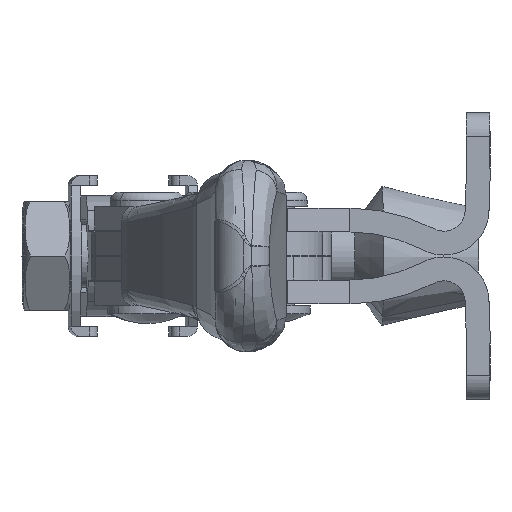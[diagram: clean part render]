
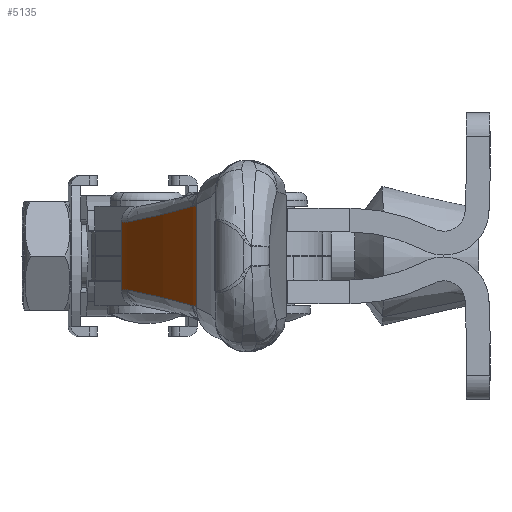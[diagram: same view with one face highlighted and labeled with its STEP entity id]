
A CAD part, left-side view. The second image highlights one B-rep face of the part: STEP entity #5135.
In plain terms, the highlighted cylindrical face has radius 118.736 mm (diameter 237.473 mm), a partial arc.
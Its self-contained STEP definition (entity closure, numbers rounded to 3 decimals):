
#85 = VERTEX_POINT ( 'NONE', #1089 ) ;
#110 = B_SPLINE_CURVE_WITH_KNOTS ( 'NONE', 3,
 ( #6547, #3822, #11120, #415 ),
 .UNSPECIFIED., .F., .F.,
 ( 4, 4 ),
 ( 0., 0.005 ),
 .UNSPECIFIED. ) ;
#415 = CARTESIAN_POINT ( 'NONE',  ( -25.941, 8.749, -6.25 ) ) ;
#451 = CARTESIAN_POINT ( 'NONE',  ( -24.211, 8.784, 6.242 ) ) ;
#641 = VERTEX_POINT ( 'NONE', #2282 ) ;
#796 = CARTESIAN_POINT ( 'NONE',  ( -17.243, 9.192, 5.9 ) ) ;
#900 = CARTESIAN_POINT ( 'NONE',  ( -28.331, 127.462, -4.25 ) ) ;
#1089 = CARTESIAN_POINT ( 'NONE',  ( -25.941, 8.749, 6.25 ) ) ;
#1093 = VERTEX_POINT ( 'NONE', #7356 ) ;
#1128 = CARTESIAN_POINT ( 'NONE',  ( -6.805, 10.68, -4.919 ) ) ;
#1153 = CARTESIAN_POINT ( 'NONE',  ( -28.331, 127.462, 4.25 ) ) ;
#1180 = CARTESIAN_POINT ( 'NONE',  ( -17.243, 9.192, -5.9 ) ) ;
#1207 = VECTOR ( 'NONE', #3386, 1000. ) ;
#1282 = DIRECTION ( 'NONE',  ( 0., 0., -1. ) ) ;
#1550 = AXIS2_PLACEMENT_3D ( 'NONE', #900, #5124, #4415 ) ;
#2052 = CARTESIAN_POINT ( 'NONE',  ( -8.535, 10.374, -5.083 ) ) ;
#2282 = CARTESIAN_POINT ( 'NONE',  ( 1.46, 12.523, -4.25 ) ) ;
#2389 = B_SPLINE_CURVE_WITH_KNOTS ( 'NONE', 3,
 ( #9927, #4756, #2914, #1128, #2052, #3826, #1180, #4641 ),
 .UNSPECIFIED., .F., .F.,
 ( 4, 2, 2, 4 ),
 ( 0., 0.005, 0.011, 0.021 ),
 .UNSPECIFIED. ) ;
#2520 = ORIENTED_EDGE ( 'NONE', *, *, #7724, .F. ) ;
#2534 = CARTESIAN_POINT ( 'NONE',  ( -28.331, 127.462, 6.25 ) ) ;
#2585 = VERTEX_POINT ( 'NONE', #8923 ) ;
#2586 = CARTESIAN_POINT ( 'NONE',  ( -13.748, 9.572, 5.575 ) ) ;
#2638 = CARTESIAN_POINT ( 'NONE',  ( -3.359, 11.368, 4.587 ) ) ;
#2652 = AXIS2_PLACEMENT_3D ( 'NONE', #2534, #7930, #7980 ) ;
#2854 = ORIENTED_EDGE ( 'NONE', *, *, #6027, .T. ) ;
#2914 = CARTESIAN_POINT ( 'NONE',  ( -3.359, 11.368, -4.587 ) ) ;
#3056 = AXIS2_PLACEMENT_3D ( 'NONE', #1153, #9955, #5437 ) ;
#3386 = DIRECTION ( 'NONE',  ( 0., 0., -1. ) ) ;
#3427 = CARTESIAN_POINT ( 'NONE',  ( -25.941, 8.749, -6.25 ) ) ;
#3738 = ORIENTED_EDGE ( 'NONE', *, *, #5473, .T. ) ;
#3822 = CARTESIAN_POINT ( 'NONE',  ( -22.481, 8.857, -6.235 ) ) ;
#3826 = CARTESIAN_POINT ( 'NONE',  ( -13.748, 9.572, -5.575 ) ) ;
#3962 = CARTESIAN_POINT ( 'NONE',  ( -22.481, 8.857, 6.235 ) ) ;
#4237 = CARTESIAN_POINT ( 'NONE',  ( 1.46, 12.523, 4.25 ) ) ;
#4312 = VERTEX_POINT ( 'NONE', #9336 ) ;
#4415 = DIRECTION ( 'NONE',  ( 0., -1., 0. ) ) ;
#4465 = ORIENTED_EDGE ( 'NONE', *, *, #6466, .T. ) ;
#4618 = LINE ( 'NONE', #9209, #10260 ) ;
#4641 = CARTESIAN_POINT ( 'NONE',  ( -20.753, 8.967, -6.228 ) ) ;
#4699 = EDGE_CURVE ( 'NONE', #5434, #641, #6698, .T. ) ;
#4756 = CARTESIAN_POINT ( 'NONE',  ( -1.643, 11.75, -4.418 ) ) ;
#4902 = B_SPLINE_CURVE_WITH_KNOTS ( 'NONE', 3,
 ( #8384, #451, #3962, #10868 ),
 .UNSPECIFIED., .F., .F.,
 ( 4, 4 ),
 ( 0., 0.005 ),
 .UNSPECIFIED. ) ;
#5124 = DIRECTION ( 'NONE',  ( 0., 0., -1. ) ) ;
#5135 = ADVANCED_FACE ( 'NONE', ( #6923 ), #5186, .F. ) ;
#5186 = CYLINDRICAL_SURFACE ( 'NONE', #2652, 118.736 ) ;
#5434 = VERTEX_POINT ( 'NONE', #4237 ) ;
#5437 = DIRECTION ( 'NONE',  ( 0., -1., 0. ) ) ;
#5473 = EDGE_CURVE ( 'NONE', #641, #6124, #11143, .T. ) ;
#5704 = EDGE_LOOP ( 'NONE', ( #4465, #10381, #2520, #2854, #10127, #7985, #10155, #3738 ) ) ;
#6011 = CARTESIAN_POINT ( 'NONE',  ( -6.805, 10.68, 4.919 ) ) ;
#6027 = EDGE_CURVE ( 'NONE', #85, #1093, #4902, .T. ) ;
#6124 = VERTEX_POINT ( 'NONE', #11392 ) ;
#6172 = CARTESIAN_POINT ( 'NONE',  ( -1.643, 11.75, 4.418 ) ) ;
#6358 = VERTEX_POINT ( 'NONE', #3427 ) ;
#6466 = EDGE_CURVE ( 'NONE', #6124, #2585, #2389, .T. ) ;
#6547 = CARTESIAN_POINT ( 'NONE',  ( -20.753, 8.967, -6.228 ) ) ;
#6698 = LINE ( 'NONE', #9487, #1207 ) ;
#6923 = FACE_OUTER_BOUND ( 'NONE', #5704, .T. ) ;
#7356 = CARTESIAN_POINT ( 'NONE',  ( -20.753, 8.967, 6.228 ) ) ;
#7616 = EDGE_CURVE ( 'NONE', #4312, #5434, #8073, .T. ) ;
#7724 = EDGE_CURVE ( 'NONE', #85, #6358, #4618, .T. ) ;
#7863 = EDGE_CURVE ( 'NONE', #1093, #4312, #8727, .T. ) ;
#7930 = DIRECTION ( 'NONE',  ( 0., 0., -1. ) ) ;
#7980 = DIRECTION ( 'NONE',  ( -1., 0., 0. ) ) ;
#7985 = ORIENTED_EDGE ( 'NONE', *, *, #7616, .T. ) ;
#8073 = CIRCLE ( 'NONE', #3056, 118.736 ) ;
#8384 = CARTESIAN_POINT ( 'NONE',  ( -25.941, 8.749, 6.25 ) ) ;
#8727 = B_SPLINE_CURVE_WITH_KNOTS ( 'NONE', 3,
 ( #10525, #796, #2586, #9659, #6011, #2638, #6172, #9607 ),
 .UNSPECIFIED., .F., .F.,
 ( 4, 2, 2, 4 ),
 ( 0., 0.011, 0.016, 0.021 ),
 .UNSPECIFIED. ) ;
#8923 = CARTESIAN_POINT ( 'NONE',  ( -20.753, 8.967, -6.228 ) ) ;
#9209 = CARTESIAN_POINT ( 'NONE',  ( -25.941, 8.749, 6.25 ) ) ;
#9336 = CARTESIAN_POINT ( 'NONE',  ( 0.064, 12.171, 4.25 ) ) ;
#9487 = CARTESIAN_POINT ( 'NONE',  ( 1.46, 12.523, 6.25 ) ) ;
#9607 = CARTESIAN_POINT ( 'NONE',  ( 0.064, 12.171, 4.25 ) ) ;
#9659 = CARTESIAN_POINT ( 'NONE',  ( -8.535, 10.374, 5.083 ) ) ;
#9927 = CARTESIAN_POINT ( 'NONE',  ( 0.064, 12.171, -4.25 ) ) ;
#9955 = DIRECTION ( 'NONE',  ( 0., 0., 1. ) ) ;
#10127 = ORIENTED_EDGE ( 'NONE', *, *, #7863, .T. ) ;
#10155 = ORIENTED_EDGE ( 'NONE', *, *, #4699, .T. ) ;
#10260 = VECTOR ( 'NONE', #1282, 1000. ) ;
#10381 = ORIENTED_EDGE ( 'NONE', *, *, #10788, .T. ) ;
#10525 = CARTESIAN_POINT ( 'NONE',  ( -20.753, 8.967, 6.228 ) ) ;
#10788 = EDGE_CURVE ( 'NONE', #2585, #6358, #110, .T. ) ;
#10868 = CARTESIAN_POINT ( 'NONE',  ( -20.753, 8.967, 6.228 ) ) ;
#11120 = CARTESIAN_POINT ( 'NONE',  ( -24.211, 8.784, -6.242 ) ) ;
#11143 = CIRCLE ( 'NONE', #1550, 118.736 ) ;
#11392 = CARTESIAN_POINT ( 'NONE',  ( 0.064, 12.171, -4.25 ) ) ;
